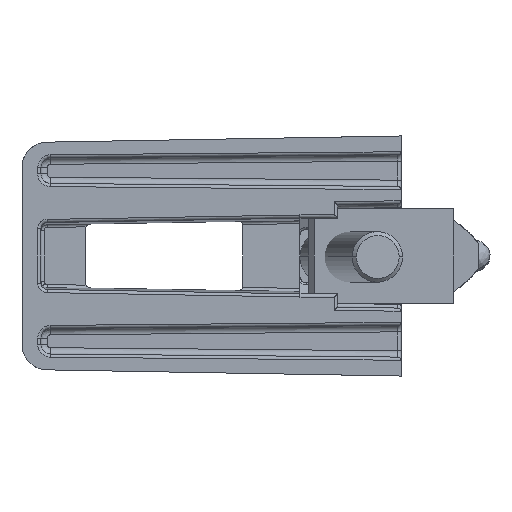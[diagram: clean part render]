
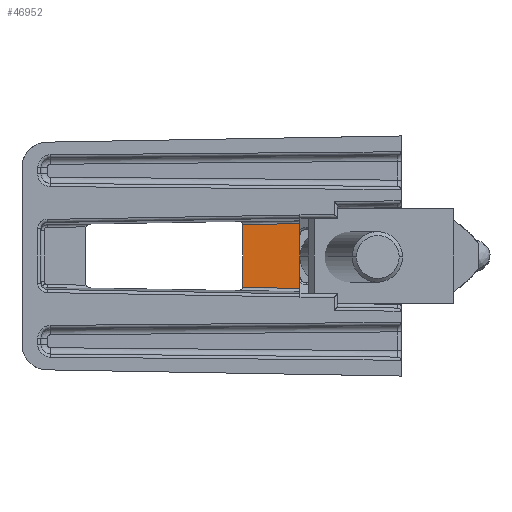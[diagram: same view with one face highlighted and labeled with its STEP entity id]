
A CAD part, left-side view. The second image highlights one B-rep face of the part: STEP entity #46952.
In plain terms, the highlighted planar face has unit normal (-1, -0.018, 0).
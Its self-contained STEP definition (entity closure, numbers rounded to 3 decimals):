
#22770 = CYLINDRICAL_SURFACE('',#22771,10.);
#22771 = AXIS2_PLACEMENT_3D('',#22772,#22773,#22774);
#22772 = CARTESIAN_POINT('',(30.525,30.,19.));
#22773 = DIRECTION('',(0.,0.,1.));
#22774 = DIRECTION('',(-1.,0.,0.));
#35543 = VERTEX_POINT('',#35544);
#35544 = CARTESIAN_POINT('',(21.842,25.04,
    4.97));
#35646 = CYLINDRICAL_SURFACE('',#35647,0.5);
#35647 = AXIS2_PLACEMENT_3D('',#35648,#35649,#35650);
#35648 = CARTESIAN_POINT('',(21.494,16.36,
    5.118));
#35649 = DIRECTION('',(0.017,-1.,
    0.017));
#35650 = DIRECTION('',(-1.,-0.017,
    0.));
#35724 = EDGE_CURVE('',#35543,#35725,#35727,.T.);
#35725 = VERTEX_POINT('',#35726);
#35726 = CARTESIAN_POINT('',(21.842,25.04,
    -4.97));
#35727 = SURFACE_CURVE('',#35728,(#35732,#35739),.PCURVE_S1.);
#35728 = LINE('',#35729,#35730);
#35729 = CARTESIAN_POINT('',(21.842,25.04,19.));
#35730 = VECTOR('',#35731,1.);
#35731 = DIRECTION('',(0.,0.,-1.));
#35732 = PCURVE('',#22770,#35733);
#35733 = DEFINITIONAL_REPRESENTATION('',(#35734),#35738);
#35734 = LINE('',#35735,#35736);
#35735 = CARTESIAN_POINT('',(0.519,0.));
#35736 = VECTOR('',#35737,1.);
#35737 = DIRECTION('',(0.,-1.));
#35738 = ( GEOMETRIC_REPRESENTATION_CONTEXT(2) 
PARAMETRIC_REPRESENTATION_CONTEXT() REPRESENTATION_CONTEXT('2D SPACE',''
  ) );
#35739 = PCURVE('',#35740,#35745);
#35740 = PLANE('',#35741);
#35741 = AXIS2_PLACEMENT_3D('',#35742,#35743,#35744);
#35742 = CARTESIAN_POINT('',(22.,16.,-5.616));
#35743 = DIRECTION('',(1.,0.017,0.));
#35744 = DIRECTION('',(0.,0.,-1.));
#35745 = DEFINITIONAL_REPRESENTATION('',(#35746),#35750);
#35746 = LINE('',#35747,#35748);
#35747 = CARTESIAN_POINT('',(-24.616,9.041));
#35748 = VECTOR('',#35749,1.);
#35749 = DIRECTION('',(1.,0.));
#35750 = ( GEOMETRIC_REPRESENTATION_CONTEXT(2) 
PARAMETRIC_REPRESENTATION_CONTEXT() REPRESENTATION_CONTEXT('2D SPACE',''
  ) );
#35856 = CYLINDRICAL_SURFACE('',#35857,0.5);
#35857 = AXIS2_PLACEMENT_3D('',#35858,#35859,#35860);
#35858 = CARTESIAN_POINT('',(21.5,15.983,
    -5.125));
#35859 = DIRECTION('',(0.017,-1.,
    -0.017));
#35860 = DIRECTION('',(-1.,-0.017,
    0.));
#36450 = PLANE('',#36451);
#36451 = AXIS2_PLACEMENT_3D('',#36452,#36453,#36454);
#36452 = CARTESIAN_POINT('',(74.,16.,6.));
#36453 = DIRECTION('',(0.,1.,0.));
#36454 = DIRECTION('',(0.,0.,-1.));
#46952 = ADVANCED_FACE('',(#46953),#35740,.F.);
#46953 = FACE_BOUND('',#46954,.T.);
#46954 = EDGE_LOOP('',(#46955,#46978,#46979,#47002));
#46955 = ORIENTED_EDGE('',*,*,#46956,.F.);
#46956 = EDGE_CURVE('',#35543,#46957,#46959,.T.);
#46957 = VERTEX_POINT('',#46958);
#46958 = CARTESIAN_POINT('',(22.,16.,5.125));
#46959 = SURFACE_CURVE('',#46960,(#46964,#46971),.PCURVE_S1.);
#46960 = LINE('',#46961,#46962);
#46961 = CARTESIAN_POINT('',(21.842,25.04,
    4.97));
#46962 = VECTOR('',#46963,1.);
#46963 = DIRECTION('',(0.017,-1.,
    0.017));
#46964 = PCURVE('',#35740,#46965);
#46965 = DEFINITIONAL_REPRESENTATION('',(#46966),#46970);
#46966 = LINE('',#46967,#46968);
#46967 = CARTESIAN_POINT('',(-10.586,9.041));
#46968 = VECTOR('',#46969,1.);
#46969 = DIRECTION('',(-0.017,-1.));
#46970 = ( GEOMETRIC_REPRESENTATION_CONTEXT(2) 
PARAMETRIC_REPRESENTATION_CONTEXT() REPRESENTATION_CONTEXT('2D SPACE',''
  ) );
#46971 = PCURVE('',#35646,#46972);
#46972 = DEFINITIONAL_REPRESENTATION('',(#46973),#46977);
#46973 = LINE('',#46974,#46975);
#46974 = CARTESIAN_POINT('',(3.142,-8.673));
#46975 = VECTOR('',#46976,1.);
#46976 = DIRECTION('',(0.,1.));
#46977 = ( GEOMETRIC_REPRESENTATION_CONTEXT(2) 
PARAMETRIC_REPRESENTATION_CONTEXT() REPRESENTATION_CONTEXT('2D SPACE',''
  ) );
#46978 = ORIENTED_EDGE('',*,*,#35724,.T.);
#46979 = ORIENTED_EDGE('',*,*,#46980,.F.);
#46980 = EDGE_CURVE('',#46981,#35725,#46983,.T.);
#46981 = VERTEX_POINT('',#46982);
#46982 = CARTESIAN_POINT('',(22.,16.,-5.125));
#46983 = SURFACE_CURVE('',#46984,(#46988,#46995),.PCURVE_S1.);
#46984 = LINE('',#46985,#46986);
#46985 = CARTESIAN_POINT('',(22.,16.,-5.125));
#46986 = VECTOR('',#46987,1.);
#46987 = DIRECTION('',(-0.017,1.,
    0.017));
#46988 = PCURVE('',#35740,#46989);
#46989 = DEFINITIONAL_REPRESENTATION('',(#46990),#46994);
#46990 = LINE('',#46991,#46992);
#46991 = CARTESIAN_POINT('',(-0.491,0.));
#46992 = VECTOR('',#46993,1.);
#46993 = DIRECTION('',(-0.017,1.));
#46994 = ( GEOMETRIC_REPRESENTATION_CONTEXT(2) 
PARAMETRIC_REPRESENTATION_CONTEXT() REPRESENTATION_CONTEXT('2D SPACE',''
  ) );
#46995 = PCURVE('',#35856,#46996);
#46996 = DEFINITIONAL_REPRESENTATION('',(#46997),#47001);
#46997 = LINE('',#46998,#46999);
#46998 = CARTESIAN_POINT('',(3.142,-0.008));
#46999 = VECTOR('',#47000,1.);
#47000 = DIRECTION('',(0.,-1.));
#47001 = ( GEOMETRIC_REPRESENTATION_CONTEXT(2) 
PARAMETRIC_REPRESENTATION_CONTEXT() REPRESENTATION_CONTEXT('2D SPACE',''
  ) );
#47002 = ORIENTED_EDGE('',*,*,#47003,.F.);
#47003 = EDGE_CURVE('',#46957,#46981,#47004,.T.);
#47004 = SURFACE_CURVE('',#47005,(#47009,#47016),.PCURVE_S1.);
#47005 = LINE('',#47006,#47007);
#47006 = CARTESIAN_POINT('',(22.,16.,-5.616));
#47007 = VECTOR('',#47008,1.);
#47008 = DIRECTION('',(-0.,0.,-1.));
#47009 = PCURVE('',#35740,#47010);
#47010 = DEFINITIONAL_REPRESENTATION('',(#47011),#47015);
#47011 = LINE('',#47012,#47013);
#47012 = CARTESIAN_POINT('',(0.,0.));
#47013 = VECTOR('',#47014,1.);
#47014 = DIRECTION('',(1.,0.));
#47015 = ( GEOMETRIC_REPRESENTATION_CONTEXT(2) 
PARAMETRIC_REPRESENTATION_CONTEXT() REPRESENTATION_CONTEXT('2D SPACE',''
  ) );
#47016 = PCURVE('',#36450,#47017);
#47017 = DEFINITIONAL_REPRESENTATION('',(#47018),#47022);
#47018 = LINE('',#47019,#47020);
#47019 = CARTESIAN_POINT('',(11.616,52.));
#47020 = VECTOR('',#47021,1.);
#47021 = DIRECTION('',(1.,0.));
#47022 = ( GEOMETRIC_REPRESENTATION_CONTEXT(2) 
PARAMETRIC_REPRESENTATION_CONTEXT() REPRESENTATION_CONTEXT('2D SPACE',''
  ) );
